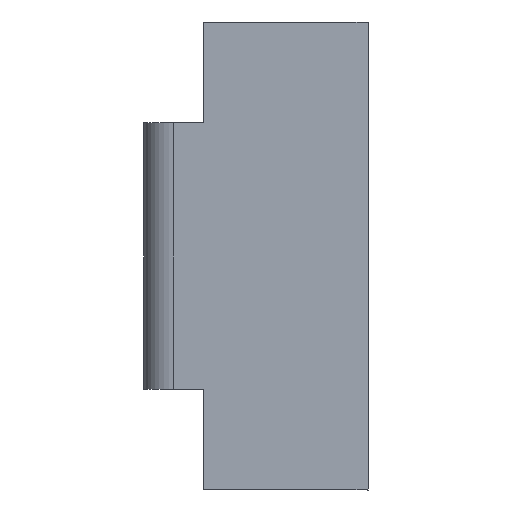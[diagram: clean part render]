
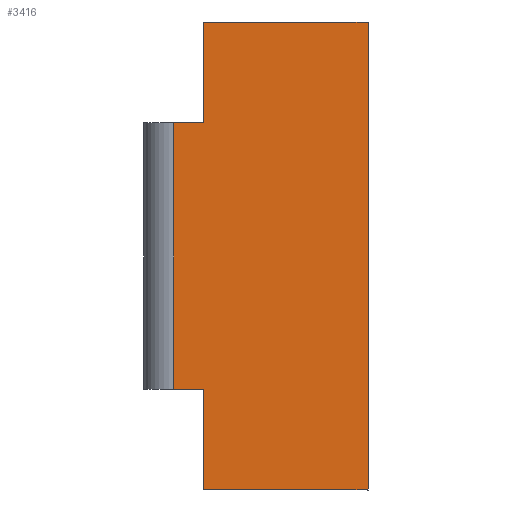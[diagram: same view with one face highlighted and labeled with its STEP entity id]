
A CAD part, left-side view. The second image highlights one B-rep face of the part: STEP entity #3416.
In plain terms, the highlighted planar face has unit normal (-1, 0, 0).
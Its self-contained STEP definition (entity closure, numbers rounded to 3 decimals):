
#165=PLANE('',#3743);
#322=FACE_OUTER_BOUND('',#514,.T.);
#514=EDGE_LOOP('',(#2948,#2949,#2950,#2951,#2952,#2953,#2954,#2955));
#875=LINE('',#5638,#1202);
#876=LINE('',#5643,#1203);
#881=LINE('',#5657,#1208);
#883=LINE('',#5661,#1210);
#884=LINE('',#5663,#1211);
#885=LINE('',#5665,#1212);
#886=LINE('',#5667,#1213);
#887=LINE('',#5668,#1214);
#1202=VECTOR('',#4635,10.);
#1203=VECTOR('',#4640,10.);
#1208=VECTOR('',#4655,10.);
#1210=VECTOR('',#4659,10.);
#1211=VECTOR('',#4660,10.);
#1212=VECTOR('',#4661,10.);
#1213=VECTOR('',#4662,10.);
#1214=VECTOR('',#4663,10.);
#1696=VERTEX_POINT('',#5632);
#1698=VERTEX_POINT('',#5636);
#1700=VERTEX_POINT('',#5642);
#1704=VERTEX_POINT('',#5656);
#1705=VERTEX_POINT('',#5660);
#1706=VERTEX_POINT('',#5662);
#1707=VERTEX_POINT('',#5664);
#1708=VERTEX_POINT('',#5666);
#2166=EDGE_CURVE('',#1696,#1698,#875,.T.);
#2168=EDGE_CURVE('',#1696,#1700,#876,.T.);
#2175=EDGE_CURVE('',#1704,#1700,#881,.T.);
#2177=EDGE_CURVE('',#1705,#1698,#883,.T.);
#2178=EDGE_CURVE('',#1705,#1706,#884,.T.);
#2179=EDGE_CURVE('',#1707,#1706,#885,.T.);
#2180=EDGE_CURVE('',#1708,#1707,#886,.T.);
#2181=EDGE_CURVE('',#1704,#1708,#887,.T.);
#2948=ORIENTED_EDGE('',*,*,#2168,.F.);
#2949=ORIENTED_EDGE('',*,*,#2166,.T.);
#2950=ORIENTED_EDGE('',*,*,#2177,.F.);
#2951=ORIENTED_EDGE('',*,*,#2178,.T.);
#2952=ORIENTED_EDGE('',*,*,#2179,.F.);
#2953=ORIENTED_EDGE('',*,*,#2180,.F.);
#2954=ORIENTED_EDGE('',*,*,#2181,.F.);
#2955=ORIENTED_EDGE('',*,*,#2175,.T.);
#3416=ADVANCED_FACE('',(#322),#165,.T.);
#3743=AXIS2_PLACEMENT_3D('',#5659,#4657,#4658);
#4635=DIRECTION('',(0.,-1.,0.));
#4640=DIRECTION('',(0.,0.,1.));
#4655=DIRECTION('',(0.,1.,0.));
#4657=DIRECTION('center_axis',(-1.,0.,0.));
#4658=DIRECTION('ref_axis',(0.,0.,
-1.));
#4659=DIRECTION('',(0.,0.,1.));
#4660=DIRECTION('',(0.,-1.,0.));
#4661=DIRECTION('',(0.,0.,-1.));
#4662=DIRECTION('',(0.,-1.,0.));
#4663=DIRECTION('',(0.,0.,1.));
#5632=CARTESIAN_POINT('',(10.99,229.85,48.179));
#5636=CARTESIAN_POINT('',(10.99,226.85,48.179));
#5638=CARTESIAN_POINT('',(10.99,227.35,48.179));
#5642=CARTESIAN_POINT('',(10.99,229.85,74.979));
#5643=CARTESIAN_POINT('',(10.99,229.85,58.61));
#5656=CARTESIAN_POINT('',(10.99,226.85,74.979));
#5657=CARTESIAN_POINT('',(10.99,227.35,74.979));
#5659=CARTESIAN_POINT('Origin',(10.99,225.35,55.579));
#5660=CARTESIAN_POINT('',(10.99,226.85,38.079));
#5661=CARTESIAN_POINT('',(10.99,226.85,84.079));
#5662=CARTESIAN_POINT('',(10.99,210.35,38.079));
#5663=CARTESIAN_POINT('',(10.99,225.35,38.079));
#5664=CARTESIAN_POINT('',(10.99,210.35,85.079));
#5665=CARTESIAN_POINT('',(10.99,210.35,27.079));
#5666=CARTESIAN_POINT('',(10.99,226.85,85.079));
#5667=CARTESIAN_POINT('',(10.99,225.35,85.079));
#5668=CARTESIAN_POINT('',(10.99,226.85,84.079));
